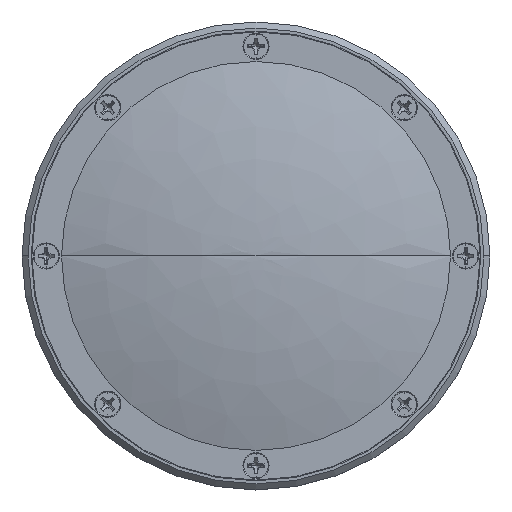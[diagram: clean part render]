
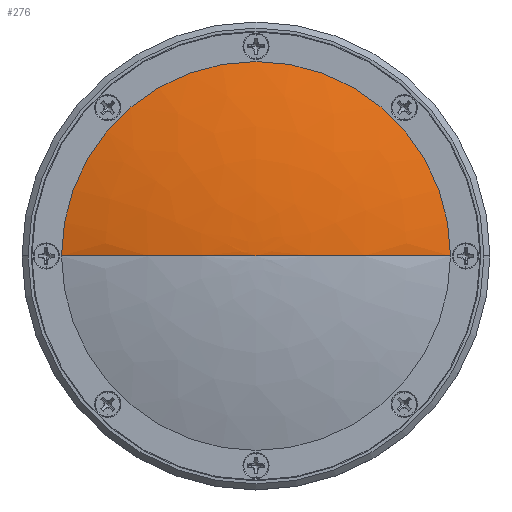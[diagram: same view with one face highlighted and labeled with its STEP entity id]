
A CAD part, top view. The second image highlights one B-rep face of the part: STEP entity #276.
In plain terms, the highlighted free-form (B-spline) face has degree [3, 3] with [4, 4] control points.
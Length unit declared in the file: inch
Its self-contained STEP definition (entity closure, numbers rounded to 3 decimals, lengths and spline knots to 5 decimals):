
#276 = ADVANCED_FACE ( 'NONE', ( #4792 ), #13603, .T. ) ;
#383 = CARTESIAN_POINT ( 'NONE',  ( -0.42667, 0., 0.319 ) ) ;
#507 = VERTEX_POINT ( 'NONE', #12107 ) ;
#559 = EDGE_CURVE ( 'NONE', #10760, #507, #9482, .T. ) ;
#603 = CARTESIAN_POINT ( 'NONE',  ( 0., 0., 0.31474 ) ) ;
#701 = CARTESIAN_POINT ( 'NONE',  ( 0.42667, 0.85333, 0.319 ) ) ;
#888 = CARTESIAN_POINT ( 'NONE',  ( -0.42667, 0.85333, 0.319 ) ) ;
#1361 = B_SPLINE_CURVE_WITH_KNOTS ( 'NONE', 3,
 ( #3610, #6818, #383, #9417 ),
 .UNSPECIFIED., .F., .F.,
 ( 4, 4 ),
 ( 0.08354, 0.91893 ),
 .UNSPECIFIED. ) ;
#1880 = CARTESIAN_POINT ( 'NONE',  ( 0., 0., 0.31474 ) ) ;
#2553 = CARTESIAN_POINT ( 'NONE',  ( 0.85333, 0., 0.25419 ) ) ;
#2601 = ORIENTED_EDGE ( 'NONE', *, *, #559, .F. ) ;
#2800 = VERTEX_POINT ( 'NONE', #603 ) ;
#3080 = CARTESIAN_POINT ( 'NONE',  ( 0., 0., 0.31474 ) ) ;
#3438 = AXIS2_PLACEMENT_3D ( 'NONE', #5114, #10572, #12701 ) ;
#3610 = CARTESIAN_POINT ( 'NONE',  ( -1.28, 0., 0.13077 ) ) ;
#3642 = EDGE_LOOP ( 'NONE', ( #2601, #12907, #6916 ) ) ;
#3868 = EDGE_CURVE ( 'NONE', #507, #2800, #12755, .T. ) ;
#4117 = CARTESIAN_POINT ( 'NONE',  ( -0.85333, 0., 0.25419 ) ) ;
#4792 = FACE_OUTER_BOUND ( 'NONE', #3642, .T. ) ;
#5039 = CARTESIAN_POINT ( 'NONE',  ( -0.85333, 1.70667, 0.25419 ) ) ;
#5114 = CARTESIAN_POINT ( 'NONE',  ( 0., 0., 0.13077 ) ) ;
#5175 = CARTESIAN_POINT ( 'NONE',  ( -1.28, 2.56, 0.13077 ) ) ;
#5879 = CARTESIAN_POINT ( 'NONE',  ( 1.28, 0., 0.13077 ) ) ;
#6243 = CARTESIAN_POINT ( 'NONE',  ( 0.42667, 0., 0.319 ) ) ;
#6818 = CARTESIAN_POINT ( 'NONE',  ( -0.85333, 0., 0.25419 ) ) ;
#6916 = ORIENTED_EDGE ( 'NONE', *, *, #3868, .F. ) ;
#8214 = CARTESIAN_POINT ( 'NONE',  ( 0., 0., 0.31474 ) ) ;
#8747 = CARTESIAN_POINT ( 'NONE',  ( -1.28, 0., 0.13077 ) ) ;
#8937 = CARTESIAN_POINT ( 'NONE',  ( 0., 0., 0.31474 ) ) ;
#9417 = CARTESIAN_POINT ( 'NONE',  ( 0., 0., 0.31474 ) ) ;
#9482 = CIRCLE ( 'NONE', #3438, 1.28 ) ;
#9495 = CARTESIAN_POINT ( 'NONE',  ( 0., 0., 0.31474 ) ) ;
#10502 = CARTESIAN_POINT ( 'NONE',  ( 1.28, 0., 0.13077 ) ) ;
#10546 = CARTESIAN_POINT ( 'NONE',  ( -1.28, 0., 0.13077 ) ) ;
#10572 = DIRECTION ( 'NONE',  ( 0., 0., -1. ) ) ;
#10760 = VERTEX_POINT ( 'NONE', #8747 ) ;
#11177 = CARTESIAN_POINT ( 'NONE',  ( 0.42667, 0., 0.319 ) ) ;
#11630 = CARTESIAN_POINT ( 'NONE',  ( 0.85333, 1.70667, 0.25419 ) ) ;
#12107 = CARTESIAN_POINT ( 'NONE',  ( 1.28, 0., 0.13077 ) ) ;
#12584 = CARTESIAN_POINT ( 'NONE',  ( -0.42667, 0., 0.319 ) ) ;
#12701 = DIRECTION ( 'NONE',  ( 0., 1., 0. ) ) ;
#12727 = CARTESIAN_POINT ( 'NONE',  ( 1.28, 2.56, 0.13077 ) ) ;
#12755 = B_SPLINE_CURVE_WITH_KNOTS ( 'NONE', 3,
 ( #5879, #2553, #11177, #8937 ),
 .UNSPECIFIED., .F., .F.,
 ( 4, 4 ),
 ( 0.08354, 0.91893 ),
 .UNSPECIFIED. ) ;
#12907 = ORIENTED_EDGE ( 'NONE', *, *, #13333, .T. ) ;
#13333 = EDGE_CURVE ( 'NONE', #10760, #2800, #1361, .T. ) ;
#13603 =( BOUNDED_SURFACE ( )  B_SPLINE_SURFACE ( 3, 3, ( 
 ( #10546, #5175, #12727, #10502 ),
 ( #4117, #5039, #11630, #13614 ),
 ( #12584, #888, #701, #6243 ),
 ( #9495, #8214, #1880, #3080 ) ),
 .UNSPECIFIED., .F., .F., .F. ) 
 B_SPLINE_SURFACE_WITH_KNOTS ( ( 4, 4 ),
 ( 4, 4 ),
 ( 0.08354, 0.91893 ),
 ( 0., 1. ),
 .UNSPECIFIED. ) 
 GEOMETRIC_REPRESENTATION_ITEM ( )  RATIONAL_B_SPLINE_SURFACE ( (
 ( 1., 0.333, 0.333, 1.),
 ( 1., 0.333, 0.333, 1.),
 ( 1., 0.333, 0.333, 1.),
 ( 1., 0.333, 0.333, 1.) ) ) 
 REPRESENTATION_ITEM ( '' )  SURFACE ( )  );
#13614 = CARTESIAN_POINT ( 'NONE',  ( 0.85333, 0., 0.25419 ) ) ;
